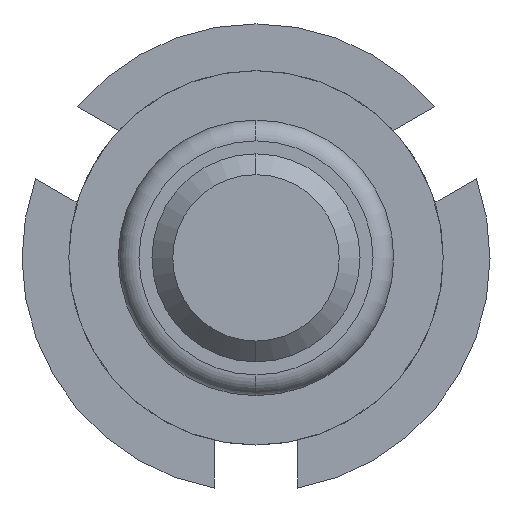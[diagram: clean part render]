
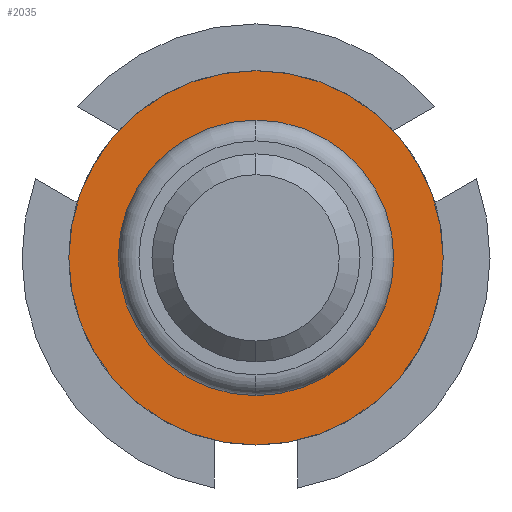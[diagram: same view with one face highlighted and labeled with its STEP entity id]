
A CAD part, front view. The second image highlights one B-rep face of the part: STEP entity #2035.
In plain terms, the highlighted planar face has unit normal (0, -1, 0).
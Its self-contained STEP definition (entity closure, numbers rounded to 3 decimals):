
#40 = ORIENTED_EDGE ( 'NONE', *, *, #944, .T. ) ;
#354 = CARTESIAN_POINT ( 'NONE',  ( 0., -1.8, 0. ) ) ;
#387 = PLANE ( 'NONE',  #1351 ) ;
#464 = CARTESIAN_POINT ( 'NONE',  ( 0., -1.8, 0. ) ) ;
#481 = DIRECTION ( 'NONE',  ( 0., 0., 1. ) ) ;
#524 = VERTEX_POINT ( 'NONE', #794 ) ;
#636 = EDGE_LOOP ( 'NONE', ( #2315, #1657 ) ) ;
#735 = DIRECTION ( 'NONE',  ( 0., 0., 1. ) ) ;
#794 = CARTESIAN_POINT ( 'NONE',  ( 0., -1.8, -1.325 ) ) ;
#846 = EDGE_LOOP ( 'NONE', ( #40, #3412 ) ) ;
#944 = EDGE_CURVE ( 'Defeature ausgef�hrt3_13+Defeature ausgef�hrt3_14+Defeature ausgef�hrt3_14+Defeature ausgef�hrt3_14', #3601, #524, #3084, .T. ) ;
#1222 = AXIS2_PLACEMENT_3D ( 'NONE', #464, #3213, #481 ) ;
#1351 = AXIS2_PLACEMENT_3D ( 'NONE', #1405, #4181, #2168 ) ;
#1405 = CARTESIAN_POINT ( 'NONE',  ( 1.8, -1.8, 0. ) ) ;
#1657 = ORIENTED_EDGE ( 'NONE', *, *, #3631, .F. ) ;
#1736 = CARTESIAN_POINT ( 'NONE',  ( 0., -1.8, 0. ) ) ;
#1904 = AXIS2_PLACEMENT_3D ( 'NONE', #2097, #3081, #735 ) ;
#2035 = ADVANCED_FACE ( 'Defeature ausgef�hrt3_13', ( #2122, #2700 ), #387, .F. ) ;
#2074 = AXIS2_PLACEMENT_3D ( 'NONE', #354, #3769, #4147 ) ;
#2097 = CARTESIAN_POINT ( 'NONE',  ( 0., -1.8, 0. ) ) ;
#2122 = FACE_OUTER_BOUND ( 'NONE', #636, .T. ) ;
#2168 = DIRECTION ( 'NONE',  ( 0., 0., 1. ) ) ;
#2315 = ORIENTED_EDGE ( 'NONE', *, *, #3019, .F. ) ;
#2362 = CARTESIAN_POINT ( 'NONE',  ( 0., -1.8, 1.8 ) ) ;
#2379 = CIRCLE ( 'NONE', #2689, 1.325 ) ;
#2689 = AXIS2_PLACEMENT_3D ( 'NONE', #1736, #4059, #3752 ) ;
#2700 = FACE_BOUND ( 'NONE', #846, .T. ) ;
#2895 = VERTEX_POINT ( 'NONE', #3298 ) ;
#3002 = VERTEX_POINT ( 'NONE', #2362 ) ;
#3019 = EDGE_CURVE ( 'Defeature ausgef�hrt3_12+Defeature ausgef�hrt3_13+Defeature ausgef�hrt3_13+Defeature ausgef�hrt3_13', #3002, #2895, #3068, .T. ) ;
#3068 = CIRCLE ( 'NONE', #1904, 1.8 ) ;
#3081 = DIRECTION ( 'NONE',  ( 0., 1., 0. ) ) ;
#3084 = CIRCLE ( 'NONE', #1222, 1.325 ) ;
#3213 = DIRECTION ( 'NONE',  ( 0., 1., 0. ) ) ;
#3298 = CARTESIAN_POINT ( 'NONE',  ( 0., -1.8, -1.8 ) ) ;
#3412 = ORIENTED_EDGE ( 'NONE', *, *, #3912, .T. ) ;
#3601 = VERTEX_POINT ( 'NONE', #3812 ) ;
#3631 = EDGE_CURVE ( 'Defeature ausgef�hrt3_12+Defeature ausgef�hrt3_13+Defeature ausgef�hrt3_13+Defeature ausgef�hrt3_13', #2895, #3002, #3798, .T. ) ;
#3752 = DIRECTION ( 'NONE',  ( 0., 0., 1. ) ) ;
#3769 = DIRECTION ( 'NONE',  ( 0., 1., 0. ) ) ;
#3798 = CIRCLE ( 'NONE', #2074, 1.8 ) ;
#3812 = CARTESIAN_POINT ( 'NONE',  ( 0., -1.8, 1.325 ) ) ;
#3912 = EDGE_CURVE ( 'Defeature ausgef�hrt3_13+Defeature ausgef�hrt3_14+Defeature ausgef�hrt3_14+Defeature ausgef�hrt3_14', #524, #3601, #2379, .T. ) ;
#4059 = DIRECTION ( 'NONE',  ( 0., 1., 0. ) ) ;
#4147 = DIRECTION ( 'NONE',  ( 0., 0., 1. ) ) ;
#4181 = DIRECTION ( 'NONE',  ( 0., 1., 0. ) ) ;
